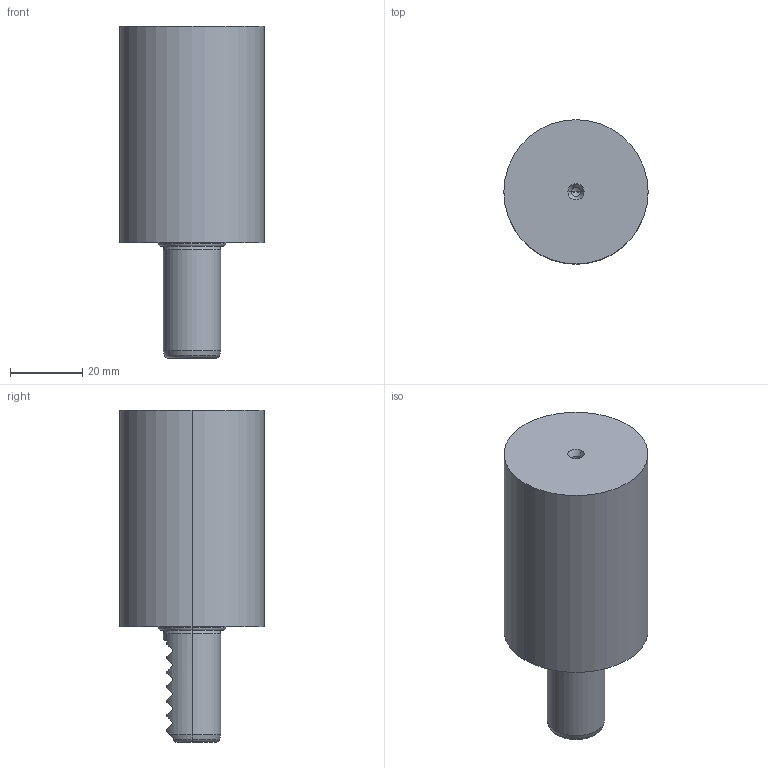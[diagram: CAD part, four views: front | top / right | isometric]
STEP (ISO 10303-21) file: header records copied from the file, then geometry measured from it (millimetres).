
FILE_DESCRIPTION (( 'STEP AP203' ), '1' );
FILE_NAME ('A2-16X60 ASSY.STEP', '2019-10-04T06:29:30', ( '' ), ( '' ), 'SwSTEP 2.0', 'SolidWorks 2017', '' );
FILE_SCHEMA (( 'CONFIG_CONTROL_DESIGN' ));
Length unit declared in the file: millimetre
Products named in the file (1): A2-16X60 ASSY
Bounding box: 40 x 40 x 92 mm (x, y, z)
Volume: 80934.6 mm3; surface area: 12277.1 mm2
Topology: 2 solids, 2 shells, 79 faces, 194 edges, 117 vertices
Faces by surface type: plane 29, cylinder 20, cone 17, torus 13
Entity records: 2450 total; most frequent: CARTESIAN_POINT 610, ORIENTED_EDGE 376, DIRECTION 368, EDGE_CURVE 188, AXIS2_PLACEMENT_3D 147, VERTEX_POINT 117, EDGE_LOOP 85, FACE_OUTER_BOUND 79
